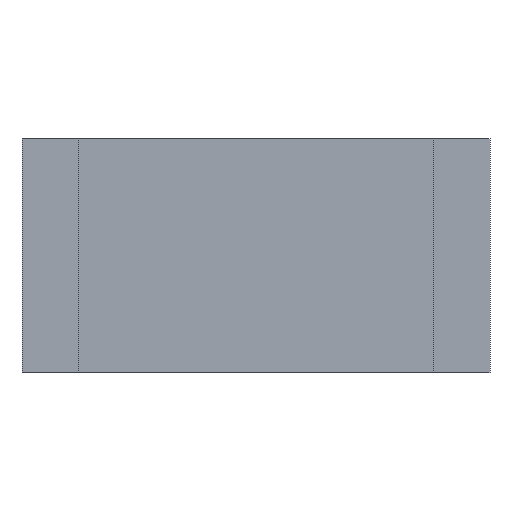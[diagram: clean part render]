
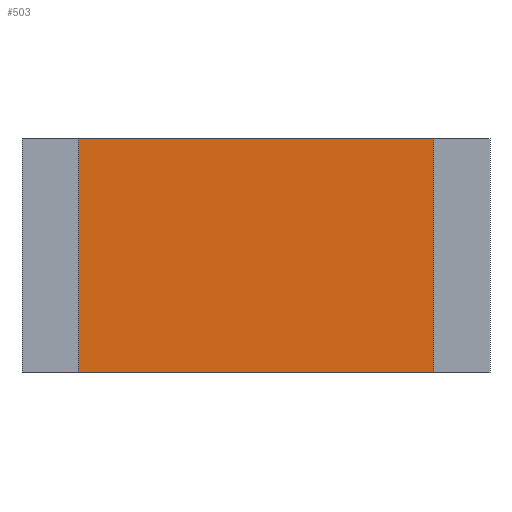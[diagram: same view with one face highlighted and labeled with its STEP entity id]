
A CAD part, front view. The second image highlights one B-rep face of the part: STEP entity #503.
In plain terms, the highlighted planar face has unit normal (0, -1, 0).
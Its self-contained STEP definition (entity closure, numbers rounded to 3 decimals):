
#17=FACE_OUTER_BOUND('',#43,.T.);
#43=EDGE_LOOP('',(#339,#340,#341,#342));
#67=LINE('',#703,#139);
#71=LINE('',#712,#143);
#75=LINE('',#719,#147);
#76=LINE('',#720,#148);
#139=VECTOR('',#577,10.);
#143=VECTOR('',#583,10.);
#147=VECTOR('',#589,10.);
#148=VECTOR('',#590,10.);
#211=VERTEX_POINT('',#701);
#212=VERTEX_POINT('',#702);
#215=VERTEX_POINT('',#710);
#216=VERTEX_POINT('',#711);
#259=EDGE_CURVE('',#211,#212,#67,.T.);
#263=EDGE_CURVE('',#215,#216,#71,.T.);
#267=EDGE_CURVE('',#211,#216,#75,.T.);
#268=EDGE_CURVE('',#215,#212,#76,.T.);
#339=ORIENTED_EDGE('',*,*,#267,.F.);
#340=ORIENTED_EDGE('',*,*,#259,.T.);
#341=ORIENTED_EDGE('',*,*,#268,.F.);
#342=ORIENTED_EDGE('',*,*,#263,.T.);
#477=PLANE('',#549);
#503=ADVANCED_FACE('',(#17),#477,.F.);
#549=AXIS2_PLACEMENT_3D('',#718,#587,#588);
#577=DIRECTION('',(0.,0.,1.));
#583=DIRECTION('',(0.,0.,-1.));
#587=DIRECTION('center_axis',(0.,1.,0.));
#588=DIRECTION('ref_axis',(0.,0.,1.));
#589=DIRECTION('',(-1.,0.,0.));
#590=DIRECTION('',(1.,0.,0.));
#701=CARTESIAN_POINT('',(-0.6,0.038,0.));
#702=CARTESIAN_POINT('',(-0.6,0.038,2.5));
#703=CARTESIAN_POINT('',(-0.6,0.038,0.));
#710=CARTESIAN_POINT('',(-4.4,0.038,2.5));
#711=CARTESIAN_POINT('',(-4.4,0.038,0.));
#712=CARTESIAN_POINT('',(-4.4,0.038,2.5));
#718=CARTESIAN_POINT('Origin',(-2.5,0.038,1.25));
#719=CARTESIAN_POINT('',(-2.5,0.038,0.));
#720=CARTESIAN_POINT('',(-2.5,0.038,2.5));
